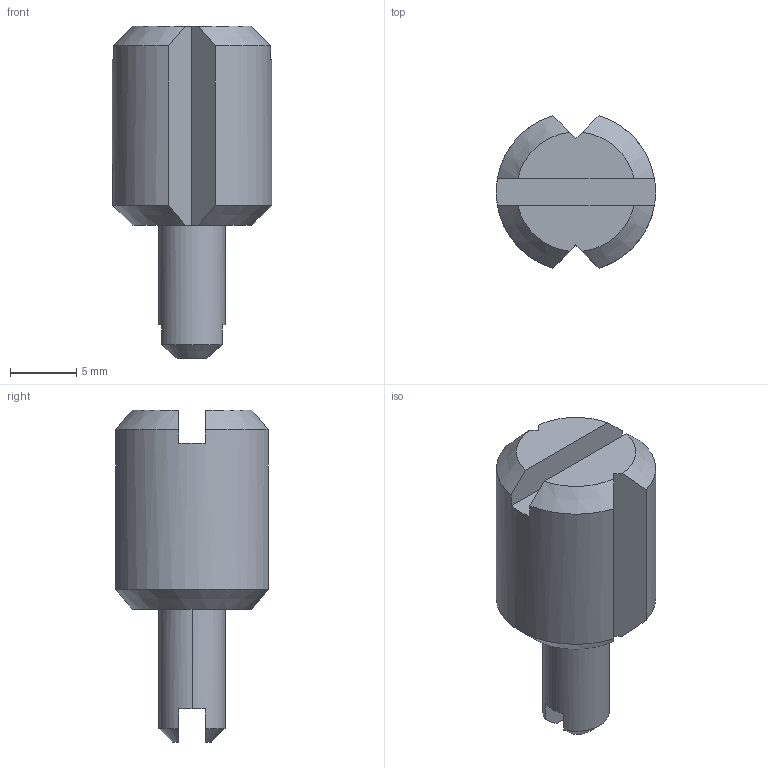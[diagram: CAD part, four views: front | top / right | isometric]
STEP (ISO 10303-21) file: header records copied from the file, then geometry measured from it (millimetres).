
FILE_DESCRIPTION (( 'STEP AP203' ), '1' );
FILE_NAME ('STP-5299-049-M12-025-00(16087).STEP', '2022-07-21T08:40:20', ( '' ), ( '' ), 'SwSTEP 2.0', 'SolidWorks 2017', '' );
FILE_SCHEMA (( 'CONFIG_CONTROL_DESIGN' ));
Length unit declared in the file: millimetre
Products named in the file (1): STP-5299-049-M12-025-00(16087)
Bounding box: 11.99 x 11.48 x 25 mm (x, y, z)
Volume: 1633.9 mm3; surface area: 959.2 mm2
Topology: 1 solids, 1 shells, 29 faces, 77 edges, 51 vertices
Faces by surface type: plane 15, cone 9, cylinder 5
Entity records: 1011 total; most frequent: CARTESIAN_POINT 214, ORIENTED_EDGE 154, DIRECTION 148, EDGE_CURVE 77, AXIS2_PLACEMENT_3D 57, VERTEX_POINT 51, VECTOR 34, LINE 34
